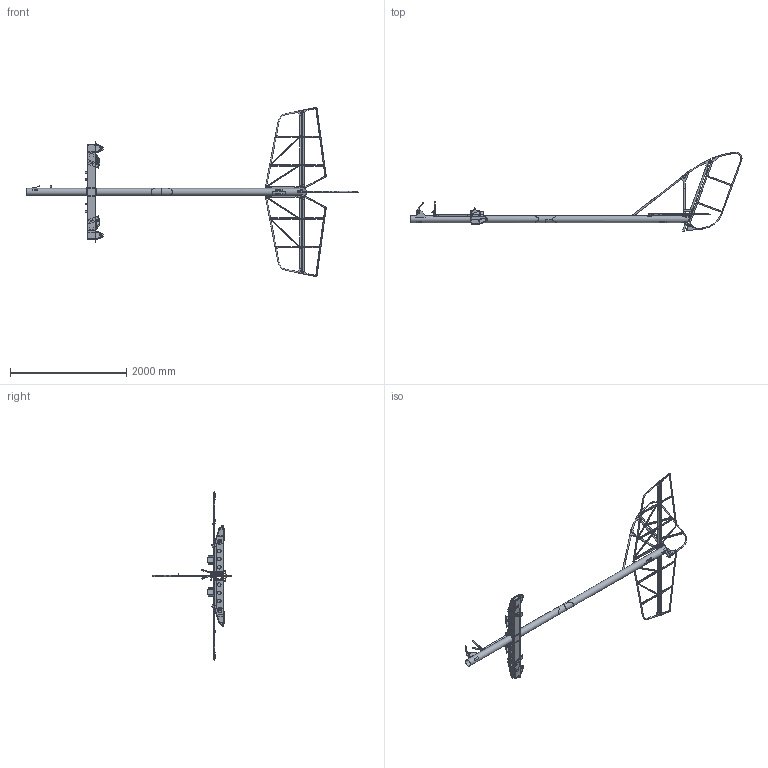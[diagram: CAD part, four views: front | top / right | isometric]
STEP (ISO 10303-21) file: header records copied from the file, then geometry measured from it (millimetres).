
FILE_DESCRIPTION(('FreeCAD Model'),'2;1');
FILE_NAME('Open CASCADE Shape Model','2025-04-27T01:20:23',('FreeCAD'),( 'FreeCAD'),'Open CASCADE STEP processor 7.6','FreeCAD','Unknown');
FILE_SCHEMA(('AUTOMOTIVE_DESIGN { 1 0 10303 214 1 1 1 1 }'));
Products named in the file (1): Open CASCADE STEP translator 7.6 1
Bounding box: 5701.77 x 1364.53 x 2911.85 mm (x, y, z)
Volume: 9783710.3 mm3; surface area: 11738673.8 mm2
Topology: 162 solids, 162 shells, 4081 faces, 10055 edges, 6288 vertices
Faces by surface type: plane 2134, cylinder 1391, bspline 505, torus 27, cone 22, sphere 2
Full cylindrical faces by diameter (mm): 2 x2, 3 x54, 3.5 x8, 3.688 x8, 4 x4, 5 x26, 6 x80, 8 x29, 9 x3, 10 x3, 12 x4, 13.9 x1, 14 x14, 15 x1, 16 x10, 16.9 x1, 17 x4, 17.195 x1, 18 x12, 19 x4, 20 x11, 22 x2, 23 x7, 25 x6, 25.098 x1, 26 x4, 28 x1, 29 x1, 30 x4, 32 x1
Entity records: 151994 total; most frequent: CARTESIAN_POINT 56926, ORIENTED_EDGE 20106, DIRECTION 18477, EDGE_CURVE 10053, LINE 6481, VECTOR 6481, VERTEX_POINT 6288, AXIS2_PLACEMENT_3D 5998
